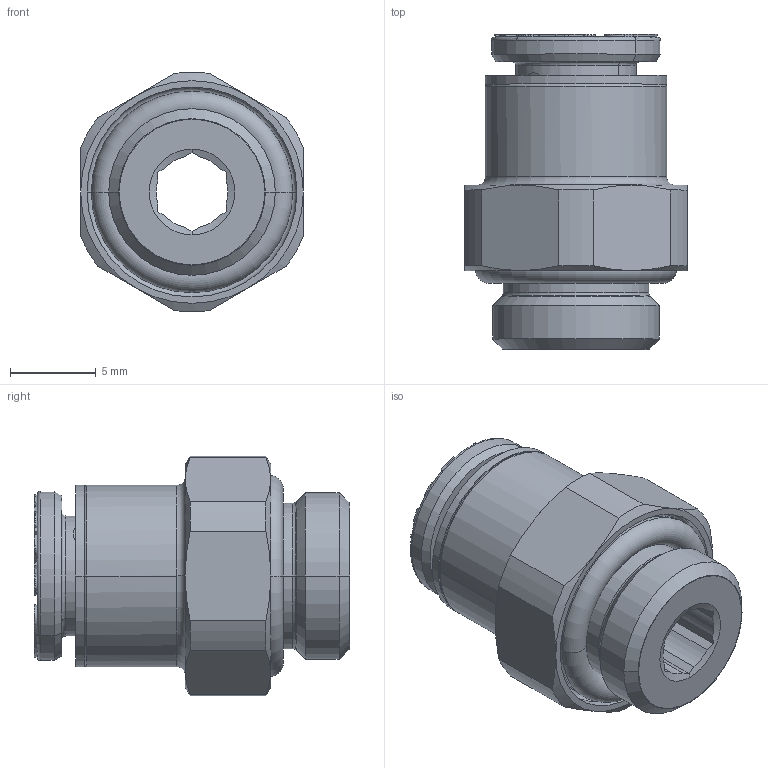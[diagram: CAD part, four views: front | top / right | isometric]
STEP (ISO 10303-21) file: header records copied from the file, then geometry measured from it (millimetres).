
FILE_DESCRIPTION(('STEP AP214'),'1');
FILE_NAME('6801_06_10.stp','2016-07-07T14:38:31',('TraceParts'),('TraceParts S.A.'),'Spatial InterOp 3D',' ',' ');
FILE_SCHEMA(('automotive_design'));
Length unit declared in the file: millimetre
Products named in the file (9): V801-06-10_ASM|Next assembly relationship#44106-62_ASM|Next assembly relationship#44106-27;44106-27; V801-06-10_ASM|Next assembly relationship#44106-62_ASM|Next assembly relationship#44106-37;44106-37; V801-06-10_ASM|Next assembly relationship#44106-62_ASM|Next assembly relationship#44106;44106; V801-06-10_ASM|Next assembly relationship#44106-62_ASM|Next assembly relationship#44126-20;44126-20; V801-06-10_ASM|Next assembly relationship#46606-11-69;46606-11-69; V801-06-10_ASM|Next assembly relationship#44106-11-10-ASM;44106-11-10-ASM; V801-06-10_ASM|Next assembly relationship#23954-24-ASM-8_5-1_63;23954-24-ASM-8_5-1_63
Bounding box: 13 x 18.4 x 13.98 mm (x, y, z)
Volume: 1175.2 mm3; surface area: 2556.8 mm2
Topology: 7 solids, 9 shells, 665 faces, 1707 edges, 1071 vertices
Faces by surface type: plane 303, cylinder 107, cone 101, torus 96, bspline 56, sphere 2
Entity records: 22319 total; most frequent: CARTESIAN_POINT 6182, ORIENTED_EDGE 3402, DIRECTION 3284, EDGE_CURVE 1705, AXIS2_PLACEMENT_3D 1169, VERTEX_POINT 1071, LINE 946, VECTOR 946
